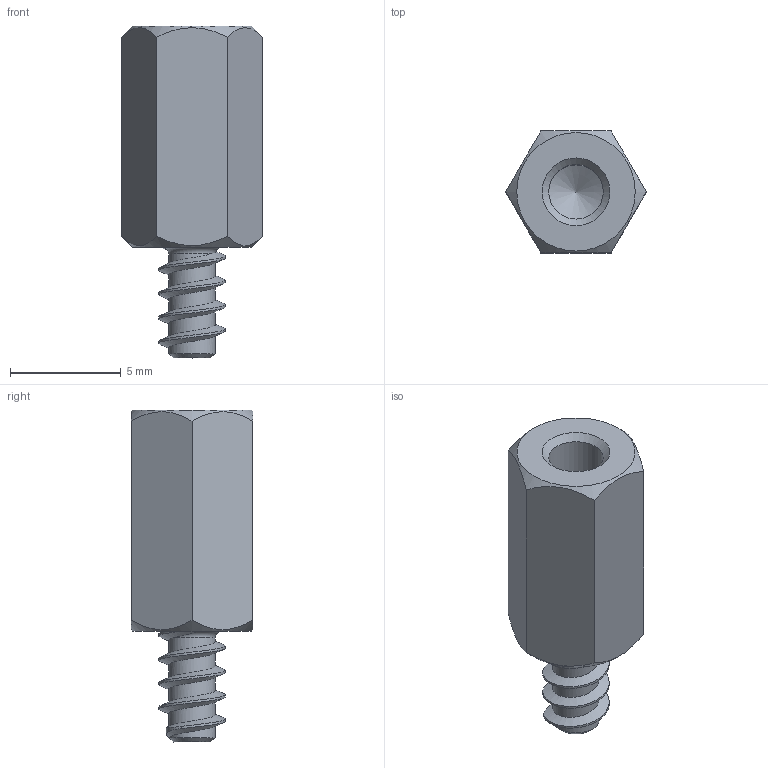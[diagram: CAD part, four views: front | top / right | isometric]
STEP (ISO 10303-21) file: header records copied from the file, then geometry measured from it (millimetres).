
FILE_DESCRIPTION((''),'2;1');
FILE_NAME('DIBLZ AK30-5-IM3-10_3D.stp','2013-09-25T10:31:55',('Watermann'),(''),'Autodesk Inventor 2013','Autodesk Inventor 2013','');
FILE_SCHEMA(('AUTOMOTIVE_DESIGN { 1 0 10303 214 1 1 1 1 }'));
Length unit declared in the file: millimetre
Products named in the file (1): DIBLZ AK30-5-IM3-10_3D
Bounding box: 6.35 x 5.5 x 15 mm (x, y, z)
Volume: 242.7 mm3; surface area: 352.7 mm2
Topology: 1 solids, 1 shells, 22 faces, 51 edges, 32 vertices
Faces by surface type: plane 10, cone 5, cylinder 4, bspline 2, torus 1
Full cylindrical faces by diameter (mm): 2.459 x1
Entity records: 1065 total; most frequent: CARTESIAN_POINT 632, ORIENTED_EDGE 86, DIRECTION 71, EDGE_CURVE 43, AXIS2_PLACEMENT_3D 31, VERTEX_POINT 30, EDGE_LOOP 29, FACE_OUTER_BOUND 22
